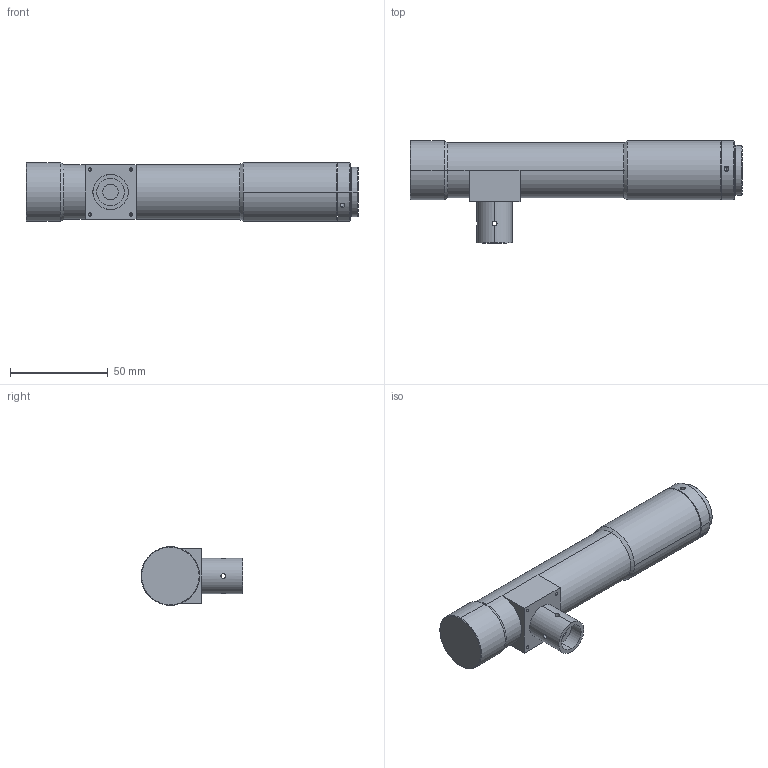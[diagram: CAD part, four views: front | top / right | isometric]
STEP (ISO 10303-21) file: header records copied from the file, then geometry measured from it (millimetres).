
FILE_DESCRIPTION (( 'STEP AP203' ), '1' );
FILE_NAME ('WWH30-110CTV2.STEP', '2019-02-14T05:59:17', ( '' ), ( '' ), 'SwSTEP 2.0', 'SolidWorks 2012', '' );
FILE_SCHEMA (( 'CONFIG_CONTROL_DESIGN' ));
Length unit declared in the file: millimetre
Products named in the file (1): WWH30-110CTV2
Bounding box: 169.6 x 52.1 x 30 mm (x, y, z)
Volume: 117599.6 mm3; surface area: 20356.4 mm2
Topology: 1 solids, 1 shells, 81 faces, 194 edges, 111 vertices
Faces by surface type: cylinder 43, cone 24, plane 14
Entity records: 2679 total; most frequent: CARTESIAN_POINT 769, DIRECTION 398, ORIENTED_EDGE 360, EDGE_CURVE 180, AXIS2_PLACEMENT_3D 158, VERTEX_POINT 111, EDGE_LOOP 99, VECTOR 82
